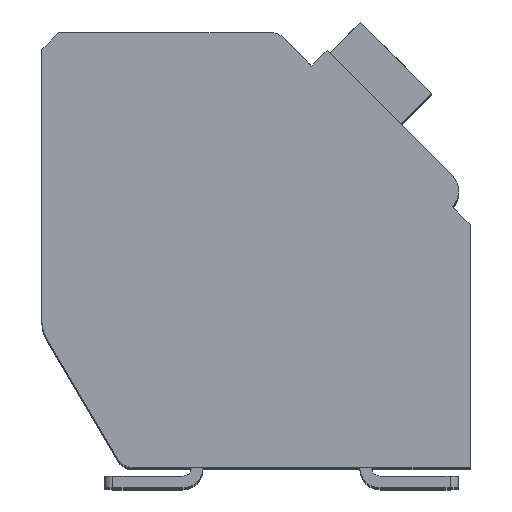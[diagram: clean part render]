
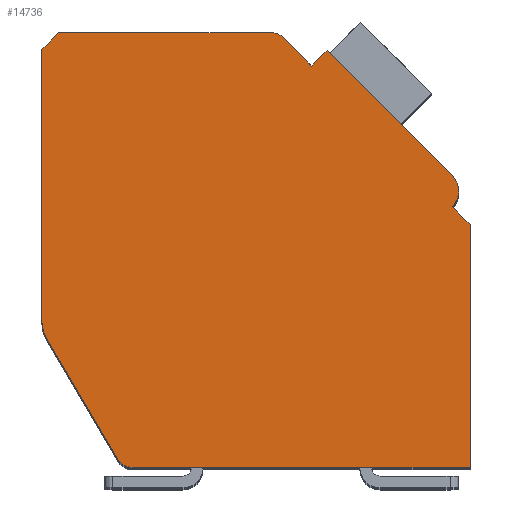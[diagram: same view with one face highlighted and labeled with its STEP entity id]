
A CAD part, top view. The second image highlights one B-rep face of the part: STEP entity #14736.
In plain terms, the highlighted planar face has unit normal (0, 0, 1).
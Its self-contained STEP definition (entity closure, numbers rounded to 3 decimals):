
#338=DIRECTION('',(0.,-1.,0.));
#339=VECTOR('',#338,8.053);
#340=CARTESIAN_POINT('',(-12.7,12.4,2.1));
#341=LINE('',#340,#339);
#342=DIRECTION('',(-0.707,-0.707,0.));
#343=VECTOR('',#342,0.707);
#344=CARTESIAN_POINT('',(-12.2,12.9,2.1));
#345=LINE('',#344,#343);
#346=DIRECTION('',(-1.,0.,0.));
#347=VECTOR('',#346,6.298);
#348=CARTESIAN_POINT('',(-5.902,12.9,2.1));
#349=LINE('',#348,#347);
#350=CARTESIAN_POINT('',(-5.902,12.4,2.1));
#351=DIRECTION('',(0.,0.,1.));
#352=DIRECTION('',(0.707,0.707,0.));
#353=AXIS2_PLACEMENT_3D('',#350,#351,#352);
#355=DIRECTION('',(-0.707,0.707,0.));
#356=VECTOR('',#355,1.197);
#357=CARTESIAN_POINT('',(-4.702,11.907,2.1));
#358=LINE('',#357,#356);
#359=DIRECTION('',(-0.707,-0.707,0.));
#360=VECTOR('',#359,0.65);
#361=CARTESIAN_POINT('',(-4.243,12.367,2.1));
#362=LINE('',#361,#360);
#363=DIRECTION('',(-0.707,0.707,0.));
#364=VECTOR('',#363,5.25);
#365=CARTESIAN_POINT('',(-0.53,8.655,2.1));
#366=LINE('',#365,#364);
#367=CARTESIAN_POINT('',(-0.99,8.195,2.1));
#368=DIRECTION('',(0.,0.,1.));
#369=DIRECTION('',(0.707,-0.707,0.));
#370=AXIS2_PLACEMENT_3D('',#367,#368,#369);
#372=DIRECTION('',(-0.707,0.707,0.));
#373=VECTOR('',#372,0.75);
#374=CARTESIAN_POINT('',(0.,7.205,2.1));
#375=LINE('',#374,#373);
#376=DIRECTION('',(0.,1.,0.));
#377=VECTOR('',#376,7.205);
#378=CARTESIAN_POINT('',(0.,0.,2.1));
#379=LINE('',#378,#377);
#380=DIRECTION('',(1.,0.,0.));
#381=VECTOR('',#380,10.014);
#382=CARTESIAN_POINT('',(-10.014,0.,2.1));
#383=LINE('',#382,#381);
#384=CARTESIAN_POINT('',(-10.014,0.5,2.1));
#385=DIRECTION('',(0.,0.,1.));
#386=DIRECTION('',(-0.862,-0.508,0.));
#387=AXIS2_PLACEMENT_3D('',#384,#385,#386);
#389=DIRECTION('',(0.508,-0.862,0.));
#390=VECTOR('',#389,4.17);
#391=CARTESIAN_POINT('',(-12.562,3.839,2.1));
#392=LINE('',#391,#390);
#393=CARTESIAN_POINT('',(-11.7,4.347,2.1));
#394=DIRECTION('',(0.,0.,1.));
#395=DIRECTION('',(-1.,0.,0.));
#396=AXIS2_PLACEMENT_3D('',#393,#394,#395);
#11085=CARTESIAN_POINT('',(-12.7,12.4,2.1));
#11086=CARTESIAN_POINT('',(-12.7,4.347,2.1));
#11087=VERTEX_POINT('',#11085);
#11088=VERTEX_POINT('',#11086);
#11089=CARTESIAN_POINT('',(-12.562,3.839,2.1));
#11090=VERTEX_POINT('',#11089);
#11091=CARTESIAN_POINT('',(-10.445,0.246,2.1));
#11092=VERTEX_POINT('',#11091);
#11093=CARTESIAN_POINT('',(-10.014,0.,2.1));
#11094=VERTEX_POINT('',#11093);
#11095=CARTESIAN_POINT('',(0.,0.,2.1));
#11096=VERTEX_POINT('',#11095);
#11097=CARTESIAN_POINT('',(0.,7.205,2.1));
#11098=VERTEX_POINT('',#11097);
#11099=CARTESIAN_POINT('',(-0.53,7.735,2.1));
#11100=VERTEX_POINT('',#11099);
#11101=CARTESIAN_POINT('',(-0.53,8.655,2.1));
#11102=VERTEX_POINT('',#11101);
#11103=CARTESIAN_POINT('',(-4.243,12.367,2.1));
#11104=VERTEX_POINT('',#11103);
#11105=CARTESIAN_POINT('',(-4.702,11.907,2.1));
#11106=VERTEX_POINT('',#11105);
#11107=CARTESIAN_POINT('',(-5.548,12.754,2.1));
#11108=VERTEX_POINT('',#11107);
#11109=CARTESIAN_POINT('',(-5.902,12.9,2.1));
#11110=VERTEX_POINT('',#11109);
#11111=CARTESIAN_POINT('',(-12.2,12.9,2.1));
#11112=VERTEX_POINT('',#11111);
#14703=CARTESIAN_POINT('',(0.,0.,2.1));
#14704=DIRECTION('',(0.,0.,1.));
#14705=DIRECTION('',(1.,0.,0.));
#14706=AXIS2_PLACEMENT_3D('',#14703,#14704,#14705);
#14707=PLANE('',#14706);
#14708=ORIENTED_EDGE('',*,*,#14410,.F.);
#14710=ORIENTED_EDGE('',*,*,#14709,.F.);
#14712=ORIENTED_EDGE('',*,*,#14711,.F.);
#14714=ORIENTED_EDGE('',*,*,#14713,.F.);
#14716=ORIENTED_EDGE('',*,*,#14715,.F.);
#14718=ORIENTED_EDGE('',*,*,#14717,.F.);
#14720=ORIENTED_EDGE('',*,*,#14719,.F.);
#14722=ORIENTED_EDGE('',*,*,#14721,.F.);
#14724=ORIENTED_EDGE('',*,*,#14723,.F.);
#14726=ORIENTED_EDGE('',*,*,#14725,.F.);
#14728=ORIENTED_EDGE('',*,*,#14727,.F.);
#14730=ORIENTED_EDGE('',*,*,#14729,.F.);
#14732=ORIENTED_EDGE('',*,*,#14731,.F.);
#14733=ORIENTED_EDGE('',*,*,#14531,.F.);
#14734=EDGE_LOOP('',(#14708,#14710,#14712,#14714,#14716,#14718,#14720,#14722,
#14724,#14726,#14728,#14730,#14732,#14733));
#14735=FACE_OUTER_BOUND('',#14734,.F.);
#354=CIRCLE('',#353,0.5);
#371=CIRCLE('',#370,0.65);
#388=CIRCLE('',#387,0.5);
#397=CIRCLE('',#396,1.);
#14410=EDGE_CURVE('',#11087,#11088,#341,.T.);
#14531=EDGE_CURVE('',#11088,#11090,#397,.T.);
#14709=EDGE_CURVE('',#11112,#11087,#345,.T.);
#14711=EDGE_CURVE('',#11110,#11112,#349,.T.);
#14713=EDGE_CURVE('',#11108,#11110,#354,.T.);
#14715=EDGE_CURVE('',#11106,#11108,#358,.T.);
#14717=EDGE_CURVE('',#11104,#11106,#362,.T.);
#14719=EDGE_CURVE('',#11102,#11104,#366,.T.);
#14721=EDGE_CURVE('',#11100,#11102,#371,.T.);
#14723=EDGE_CURVE('',#11098,#11100,#375,.T.);
#14725=EDGE_CURVE('',#11096,#11098,#379,.T.);
#14727=EDGE_CURVE('',#11094,#11096,#383,.T.);
#14729=EDGE_CURVE('',#11092,#11094,#388,.T.);
#14731=EDGE_CURVE('',#11090,#11092,#392,.T.);
#14736=ADVANCED_FACE('',(#14735),#14707,.T.);
